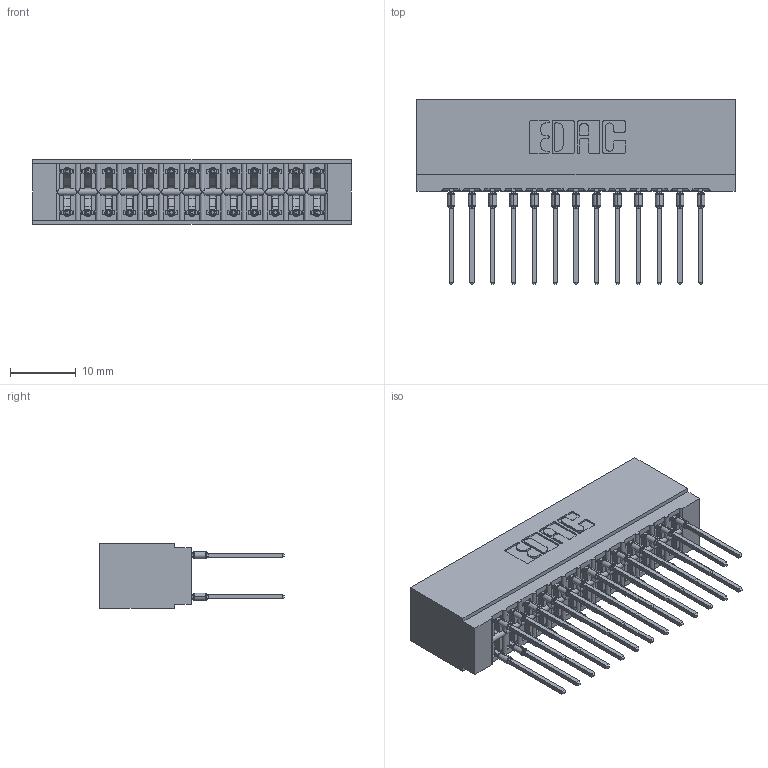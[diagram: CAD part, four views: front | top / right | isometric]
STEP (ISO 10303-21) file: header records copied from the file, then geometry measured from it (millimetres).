
FILE_DESCRIPTION (( 'STEP AP203' ), '1' );
FILE_NAME ('726-026-540-201.STEP', '2020-05-28T04:42:40', ( '' ), ( '' ), 'SwSTEP 2.0', 'SolidWorks 2020', '' );
FILE_SCHEMA (( 'CONFIG_CONTROL_DESIGN' ));
Length unit declared in the file: inch
Products named in the file (3): 746-292-001_540; 726-026-540-201; 726 Part_.515 Slot Depth - 01
Assembly tree (27 placements, depth 2):
  726-026-540-201
    726 Part_.515 Slot Depth - 01
    746-292-001_540  x26
Bounding box: 48.51 x 28.18 x 9.91 mm (x, y, z)
Volume: 4697.5 mm3; surface area: 7677.6 mm2
Topology: 27 solids, 27 shells, 2424 faces, 6659 edges, 4244 vertices
Faces by surface type: plane 1251, bspline 520, cylinder 497, torus 156
Entity records: 24157 total; most frequent: CARTESIAN_POINT 5055, ORIENTED_EDGE 4068, DIRECTION 3446, EDGE_CURVE 2034, LINE 1720, VECTOR 1720, VERTEX_POINT 1344, AXIS2_PLACEMENT_3D 863
